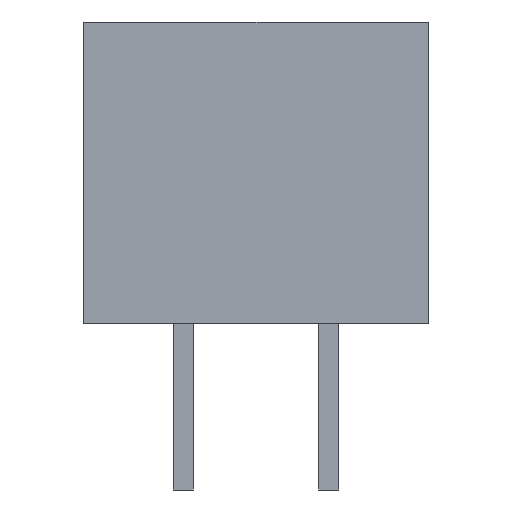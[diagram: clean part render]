
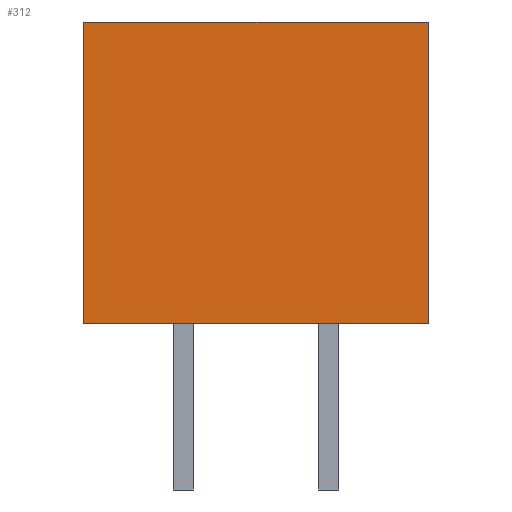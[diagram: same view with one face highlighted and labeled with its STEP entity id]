
A CAD part, left-side view. The second image highlights one B-rep face of the part: STEP entity #312.
In plain terms, the highlighted planar face has unit normal (-1, 0, 0).
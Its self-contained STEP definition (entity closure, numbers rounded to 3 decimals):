
#312=ADVANCED_FACE('',(#692),#502,.T.);
#502=PLANE('',#3249);
#692=FACE_OUTER_BOUND('',#880,.T.);
#880=EDGE_LOOP('',(#1081,#1082,#1083,#1084));
#1081=ORIENTED_EDGE('',*,*,#2103,.F.);
#1082=ORIENTED_EDGE('',*,*,#2104,.F.);
#1083=ORIENTED_EDGE('',*,*,#2105,.T.);
#1084=ORIENTED_EDGE('',*,*,#2106,.T.);
#1845=VERTEX_POINT('',#4225);
#1846=VERTEX_POINT('',#4226);
#1847=VERTEX_POINT('',#4228);
#1848=VERTEX_POINT('',#4230);
#2103=EDGE_CURVE('',#1845,#1846,#2487,.T.);
#2104=EDGE_CURVE('',#1847,#1845,#2488,.T.);
#2105=EDGE_CURVE('',#1847,#1848,#2489,.T.);
#2106=EDGE_CURVE('',#1848,#1846,#2490,.T.);
#2487=LINE('',#4224,#2871);
#2488=LINE('',#4227,#2872);
#2489=LINE('',#4229,#2873);
#2490=LINE('',#4231,#2874);
#2871=VECTOR('',#3454,1.);
#2872=VECTOR('',#3455,1.);
#2873=VECTOR('',#3456,1.);
#2874=VECTOR('',#3457,1.);
#3249=AXIS2_PLACEMENT_3D('',#4232,#3458,#3459);
#3454=DIRECTION('',(0.,0.,-1.));
#3455=DIRECTION('',(0.,-1.,0.));
#3456=DIRECTION('',(0.,0.,-1.));
#3457=DIRECTION('',(0.,-1.,0.));
#3458=DIRECTION('',(-1.,0.,0.));
#3459=DIRECTION('',(0.,0.,1.));
#4224=CARTESIAN_POINT('',(-9.,-3.,5.25));
#4225=CARTESIAN_POINT('',(-9.,-3.,5.25));
#4226=CARTESIAN_POINT('',(-9.,-3.,0.));
#4227=CARTESIAN_POINT('',(-9.,3.,5.25));
#4228=CARTESIAN_POINT('',(-9.,3.,5.25));
#4229=CARTESIAN_POINT('',(-9.,3.,5.25));
#4230=CARTESIAN_POINT('',(-9.,3.,0.));
#4231=CARTESIAN_POINT('',(-9.,3.,0.));
#4232=CARTESIAN_POINT('',(-9.,3.,5.25));
